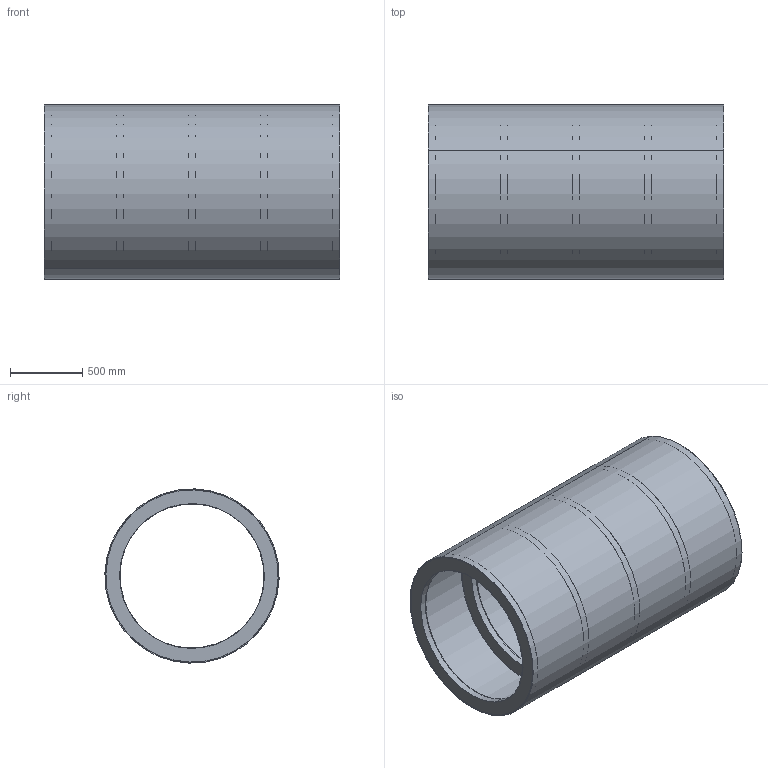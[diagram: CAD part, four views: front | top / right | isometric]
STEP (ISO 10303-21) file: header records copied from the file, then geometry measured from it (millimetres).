
FILE_DESCRIPTION(('CATIA V5 STEP Exchange'),'2;1');
FILE_NAME('Part1 02.stp','2022-05-15T11:57:02+00:00',('none'),('none'),'CATIA Version 5 Release 21 GA (IN-10)','CATIA V5 STEP AP203','none');
FILE_SCHEMA(('CONFIG_CONTROL_DESIGN'));
Length unit declared in the file: millimetre
Products named in the file (1): Part1
Bounding box: 2050 x 1209.66 x 1209.66 mm (x, y, z)
Volume: 51329697.9 mm3; surface area: 36607565.4 mm2
Topology: 1 solids, 12 shells, 92 faces, 192 edges, 132 vertices
Faces by surface type: cylinder 62, plane 30
Entity records: 2469 total; most frequent: CARTESIAN_POINT 833, ORIENTED_EDGE 368, DIRECTION 210, EDGE_CURVE 156, EDGE_LOOP 122, AXIS2_PLACEMENT_3D 121, VERTEX_POINT 104, ADVANCED_FACE 92
